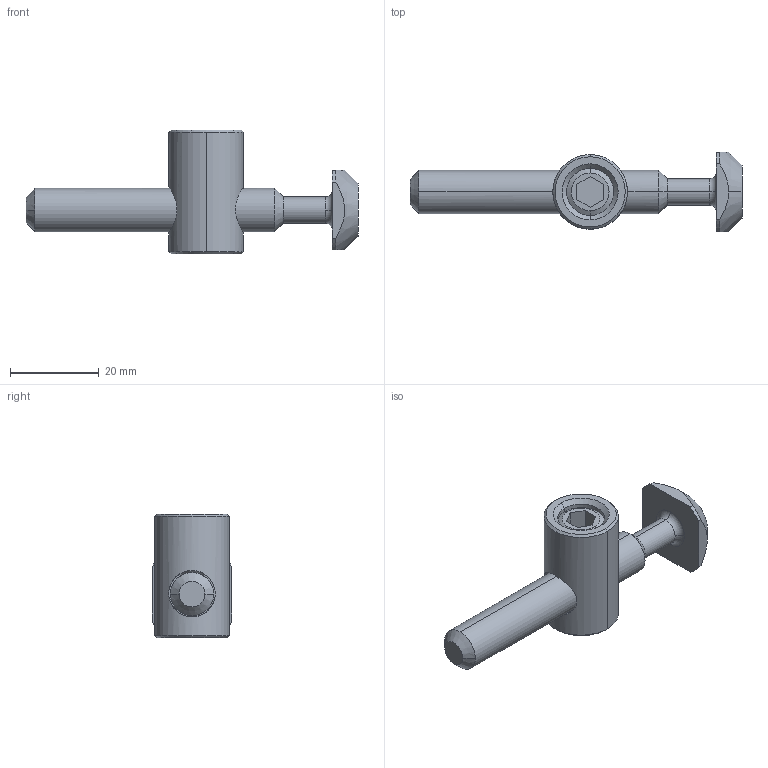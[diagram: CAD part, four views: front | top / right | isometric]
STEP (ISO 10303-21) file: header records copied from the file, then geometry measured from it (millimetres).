
FILE_DESCRIPTION(('STEP AP214'),'1');
FILE_NAME('cctmp_D3E00D31-4409-4748-A1BB-4B343857BE52_2020_1_13_17_17_58_388..stp','2020-01-13T16:17:58',('Bosch Rexroth AG'),('CADClick - www.CADClick.com'),'Spatial InterOp 3D',' ','unknown authorization - (Healing Option Enabled)');
FILE_SCHEMA(('AUTOMOTIVE_DESIGN'));
Length unit declared in the file: millimetre
Products named in the file (1): 1
Bounding box: 75 x 18 x 28 mm (x, y, z)
Volume: 9682.1 mm3; surface area: 5421.2 mm2
Topology: 2 solids, 2 shells, 61 faces, 141 edges, 88 vertices
Faces by surface type: cone 20, plane 19, cylinder 18, torus 4
Entity records: 2781 total; most frequent: CARTESIAN_POINT 854, DIRECTION 307, ORIENTED_EDGE 282, EDGE_CURVE 141, AXIS2_PLACEMENT_3D 121, VERTEX_POINT 88, EDGE_LOOP 69, LINE 65
